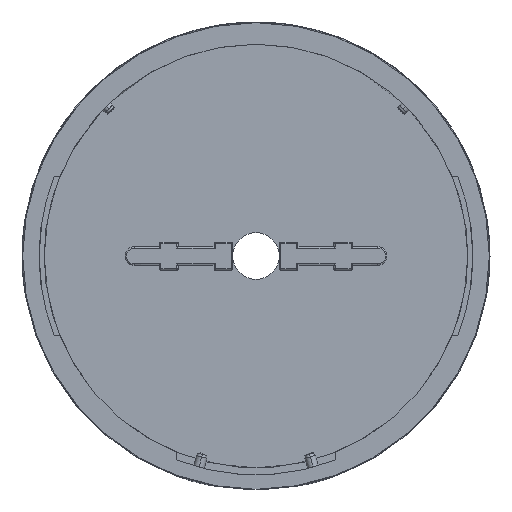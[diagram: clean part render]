
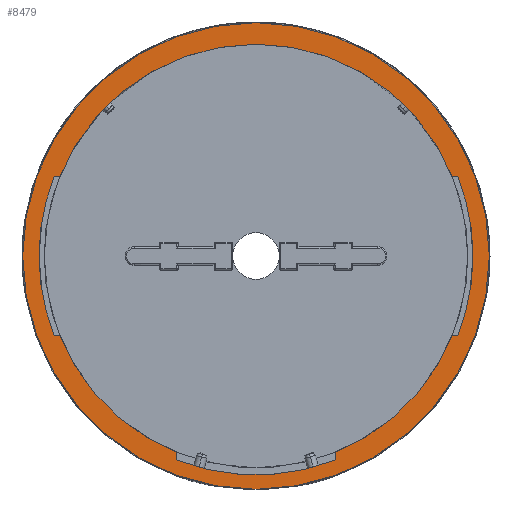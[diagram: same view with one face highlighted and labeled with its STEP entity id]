
A CAD part, front view. The second image highlights one B-rep face of the part: STEP entity #8479.
In plain terms, the highlighted planar face has unit normal (0, -1, 0).
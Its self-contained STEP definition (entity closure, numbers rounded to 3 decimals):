
#1299=DIRECTION('',(1.,0.,0.));
#1300=VECTOR('',#1299,0.786);
#1301=CARTESIAN_POINT('',(27.332,0.,11.1));
#1302=LINE('',#1301,#1300);
#1303=CARTESIAN_POINT('',(0.,0.,0.));
#1304=DIRECTION('',(0.,1.,0.));
#1305=DIRECTION('',(1.,0.,0.));
#1306=AXIS2_PLACEMENT_3D('',#1303,#1304,#1305);
#1308=CARTESIAN_POINT('',(0.,0.,0.));
#1309=DIRECTION('',(0.,1.,0.));
#1310=DIRECTION('',(-1.,0.,0.));
#1311=AXIS2_PLACEMENT_3D('',#1308,#1309,#1310);
#1313=CARTESIAN_POINT('',(0.,0.,0.));
#1314=DIRECTION('',(0.,-1.,0.));
#1315=DIRECTION('',(-0.364,0.,-0.931));
#1316=AXIS2_PLACEMENT_3D('',#1313,#1314,#1315);
#1318=CARTESIAN_POINT('',(0.,0.,0.));
#1319=DIRECTION('',(0.,-1.,0.));
#1320=DIRECTION('',(0.376,0.,-0.927));
#1321=AXIS2_PLACEMENT_3D('',#1318,#1319,#1320);
#1323=CARTESIAN_POINT('',(0.,0.,0.));
#1324=DIRECTION('',(0.,-1.,0.));
#1325=DIRECTION('',(0.93,0.,-0.367));
#1326=AXIS2_PLACEMENT_3D('',#1323,#1324,#1325);
#1328=CARTESIAN_POINT('',(0.,0.,0.));
#1329=DIRECTION('',(0.,-1.,0.));
#1330=DIRECTION('',(1.,0.,0.));
#1331=AXIS2_PLACEMENT_3D('',#1328,#1329,#1330);
#1333=CARTESIAN_POINT('',(0.,0.,0.));
#1334=DIRECTION('',(0.,-1.,0.));
#1335=DIRECTION('',(0.927,0.,0.376));
#1336=AXIS2_PLACEMENT_3D('',#1333,#1334,#1335);
#1338=CARTESIAN_POINT('',(0.,0.,0.));
#1339=DIRECTION('',(0.,-1.,0.));
#1340=DIRECTION('',(-0.93,0.,0.367));
#1341=AXIS2_PLACEMENT_3D('',#1338,#1339,#1340);
#1343=CARTESIAN_POINT('',(0.,0.,0.));
#1344=DIRECTION('',(0.,-1.,0.));
#1345=DIRECTION('',(-1.,0.,0.));
#1346=AXIS2_PLACEMENT_3D('',#1343,#1344,#1345);
#1348=CARTESIAN_POINT('',(0.,0.,0.));
#1349=DIRECTION('',(0.,-1.,0.));
#1350=DIRECTION('',(-0.927,0.,-0.376));
#1351=AXIS2_PLACEMENT_3D('',#1348,#1349,#1350);
#1645=DIRECTION('',(0.,0.,1.));
#1646=VECTOR('',#1645,1.076);
#1647=CARTESIAN_POINT('',(-11.1,0.,-28.408));
#1648=LINE('',#1647,#1646);
#1649=DIRECTION('',(0.,0.,-1.));
#1650=VECTOR('',#1649,1.076);
#1651=CARTESIAN_POINT('',(11.1,0.,-27.332));
#1652=LINE('',#1651,#1650);
#3539=DIRECTION('',(-1.,0.,0.));
#3540=VECTOR('',#3539,0.786);
#3541=CARTESIAN_POINT('',(28.118,0.,-11.1));
#3542=LINE('',#3541,#3540);
#3543=DIRECTION('',(1.,0.,0.));
#3544=VECTOR('',#3543,0.786);
#3545=CARTESIAN_POINT('',(-28.118,0.,11.1));
#3546=LINE('',#3545,#3544);
#3547=DIRECTION('',(-1.,0.,0.));
#3548=VECTOR('',#3547,0.786);
#3549=CARTESIAN_POINT('',(-27.332,0.,-11.1));
#3550=LINE('',#3549,#3548);
#6198=CARTESIAN_POINT('',(-32.5,0.,0.));
#6199=VERTEX_POINT('',#6198);
#6200=CARTESIAN_POINT('',(32.5,0.,0.));
#6201=VERTEX_POINT('',#6200);
#6272=CARTESIAN_POINT('',(-28.118,0.,-11.1));
#6273=VERTEX_POINT('',#6272);
#6274=CARTESIAN_POINT('',(-28.118,0.,11.1));
#6275=CARTESIAN_POINT('',(-30.23,0.,0.));
#6276=VERTEX_POINT('',#6274);
#6277=VERTEX_POINT('',#6275);
#6318=CARTESIAN_POINT('',(28.118,0.,11.1));
#6319=VERTEX_POINT('',#6318);
#6320=CARTESIAN_POINT('',(28.118,0.,-11.1));
#6321=CARTESIAN_POINT('',(30.23,0.,0.));
#6322=VERTEX_POINT('',#6320);
#6323=VERTEX_POINT('',#6321);
#6324=CARTESIAN_POINT('',(27.332,0.,11.1));
#6325=VERTEX_POINT('',#6324);
#6326=CARTESIAN_POINT('',(-11.1,0.,-28.408));
#6327=CARTESIAN_POINT('',(11.1,0.,-28.408));
#6328=VERTEX_POINT('',#6326);
#6329=VERTEX_POINT('',#6327);
#6330=CARTESIAN_POINT('',(11.1,0.,-27.332));
#6331=VERTEX_POINT('',#6330);
#6332=CARTESIAN_POINT('',(27.332,0.,-11.1));
#6333=VERTEX_POINT('',#6332);
#6334=CARTESIAN_POINT('',(-27.332,0.,11.1));
#6335=VERTEX_POINT('',#6334);
#6336=CARTESIAN_POINT('',(-27.332,0.,-11.1));
#6337=VERTEX_POINT('',#6336);
#6338=CARTESIAN_POINT('',(-11.1,0.,-27.332));
#6339=VERTEX_POINT('',#6338);
#8448=CARTESIAN_POINT('',(0.,0.,0.));
#8449=DIRECTION('',(0.,1.,0.));
#8450=DIRECTION('',(1.,0.,0.));
#8451=AXIS2_PLACEMENT_3D('',#8448,#8449,#8450);
#8452=PLANE('',#8451);
#8453=ORIENTED_EDGE('',*,*,#7432,.T.);
#8454=ORIENTED_EDGE('',*,*,#7557,.T.);
#8455=EDGE_LOOP('',(#8453,#8454));
#8456=FACE_OUTER_BOUND('',#8455,.F.);
#8458=ORIENTED_EDGE('',*,*,#8457,.T.);
#8460=ORIENTED_EDGE('',*,*,#8459,.F.);
#8461=ORIENTED_EDGE('',*,*,#7143,.T.);
#8463=ORIENTED_EDGE('',*,*,#8462,.F.);
#8464=ORIENTED_EDGE('',*,*,#8151,.T.);
#8465=ORIENTED_EDGE('',*,*,#8149,.T.);
#8466=ORIENTED_EDGE('',*,*,#8433,.F.);
#8467=ORIENTED_EDGE('',*,*,#7180,.T.);
#8469=ORIENTED_EDGE('',*,*,#8468,.F.);
#8470=ORIENTED_EDGE('',*,*,#7266,.T.);
#8471=ORIENTED_EDGE('',*,*,#7264,.T.);
#8473=ORIENTED_EDGE('',*,*,#8472,.F.);
#8474=ORIENTED_EDGE('',*,*,#7151,.T.);
#8476=ORIENTED_EDGE('',*,*,#8475,.F.);
#8477=EDGE_LOOP('',(#8458,#8460,#8461,#8463,#8464,#8465,#8466,#8467,#8469,#8470,
#8471,#8473,#8474,#8476));
#8478=FACE_BOUND('',#8477,.F.);
#8479=ADVANCED_FACE('',(#8456,#8478),#8452,.F.);
#1307=CIRCLE('',#1306,32.5);
#1312=CIRCLE('',#1311,32.5);
#1317=CIRCLE('',#1316,30.5);
#1322=CIRCLE('',#1321,29.5);
#1327=CIRCLE('',#1326,30.23);
#1332=CIRCLE('',#1331,30.23);
#1337=CIRCLE('',#1336,29.5);
#1342=CIRCLE('',#1341,30.23);
#1347=CIRCLE('',#1346,30.23);
#1352=CIRCLE('',#1351,29.5);
#7143=EDGE_CURVE('',#6331,#6333,#1322,.T.);
#7151=EDGE_CURVE('',#6337,#6339,#1352,.T.);
#7180=EDGE_CURVE('',#6325,#6335,#1337,.T.);
#7264=EDGE_CURVE('',#6277,#6273,#1347,.T.);
#7266=EDGE_CURVE('',#6276,#6277,#1342,.T.);
#7432=EDGE_CURVE('',#6201,#6199,#1307,.T.);
#7557=EDGE_CURVE('',#6199,#6201,#1312,.T.);
#8149=EDGE_CURVE('',#6323,#6319,#1332,.T.);
#8151=EDGE_CURVE('',#6322,#6323,#1327,.T.);
#8433=EDGE_CURVE('',#6325,#6319,#1302,.T.);
#8457=EDGE_CURVE('',#6328,#6329,#1317,.T.);
#8459=EDGE_CURVE('',#6331,#6329,#1652,.T.);
#8462=EDGE_CURVE('',#6322,#6333,#3542,.T.);
#8468=EDGE_CURVE('',#6276,#6335,#3546,.T.);
#8472=EDGE_CURVE('',#6337,#6273,#3550,.T.);
#8475=EDGE_CURVE('',#6328,#6339,#1648,.T.);
